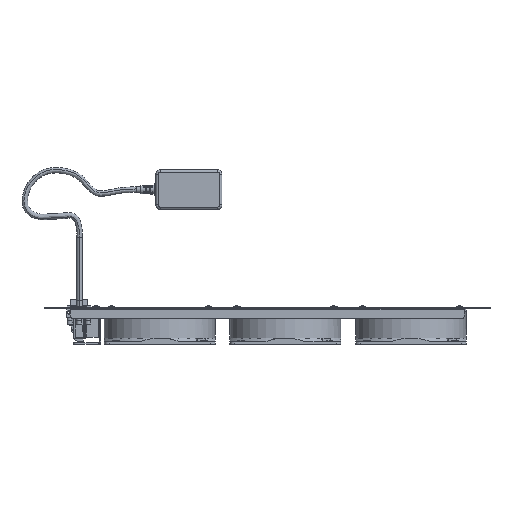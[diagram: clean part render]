
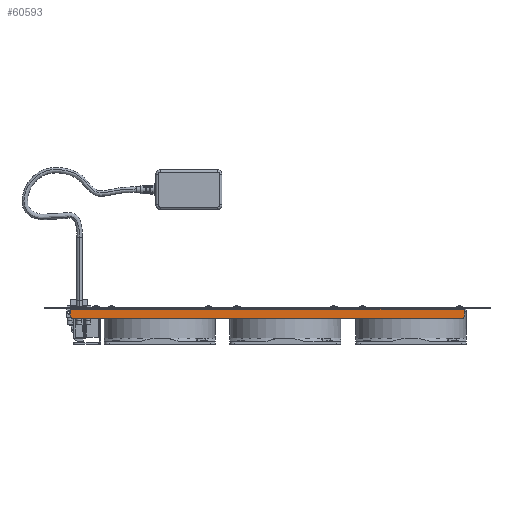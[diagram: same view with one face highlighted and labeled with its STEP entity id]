
A CAD part, front view. The second image highlights one B-rep face of the part: STEP entity #60593.
In plain terms, the highlighted planar face has unit normal (0, -1, 0).
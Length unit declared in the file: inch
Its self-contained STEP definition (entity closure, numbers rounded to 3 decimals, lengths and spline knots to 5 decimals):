
#2726 = VERTEX_POINT ( 'NONE', #26466 ) ;
#3028 = EDGE_CURVE ( 'NONE', #34581, #2726, #49554, .T. ) ;
#3513 = CARTESIAN_POINT ( 'NONE',  ( 8.39567, -2.60827, -0.22244 ) ) ;
#3620 = ORIENTED_EDGE ( 'NONE', *, *, #22510, .F. ) ;
#3707 = EDGE_LOOP ( 'NONE', ( #34072, #8504, #26793, #3620, #21865, #38822 ) ) ;
#4883 = CARTESIAN_POINT ( 'NONE',  ( -8.27756, -2.60827, -0.30709 ) ) ;
#5298 = DIRECTION ( 'NONE',  ( -1., 0., 0. ) ) ;
#6968 = CARTESIAN_POINT ( 'NONE',  ( 8.39567, -2.60827, -0.01969 ) ) ;
#7902 = DIRECTION ( 'NONE',  ( 0., 0., -1. ) ) ;
#8504 = ORIENTED_EDGE ( 'NONE', *, *, #14096, .F. ) ;
#9248 = VECTOR ( 'NONE', #7902, 39.37008 ) ;
#12794 = PLANE ( 'NONE',  #19578 ) ;
#13084 = DIRECTION ( 'NONE',  ( 0., 1., 0. ) ) ;
#14096 = EDGE_CURVE ( 'NONE', #2726, #37016, #51986, .T. ) ;
#15312 = DIRECTION ( 'NONE',  ( 1., 0., 0. ) ) ;
#15512 = EDGE_CURVE ( 'NONE', #32790, #49405, #65328, .T. ) ;
#17430 = CIRCLE ( 'NONE', #36826, 0.11811 ) ;
#18056 = VECTOR ( 'NONE', #5298, 39.37008 ) ;
#19578 = AXIS2_PLACEMENT_3D ( 'NONE', #63881, #22554, #48066 ) ;
#20572 = VECTOR ( 'NONE', #47106, 39.37008 ) ;
#20699 = DIRECTION ( 'NONE',  ( 0., 1., 0. ) ) ;
#21865 = ORIENTED_EDGE ( 'NONE', *, *, #15512, .F. ) ;
#22510 = EDGE_CURVE ( 'NONE', #49405, #34581, #35433, .T. ) ;
#22554 = DIRECTION ( 'NONE',  ( 0., -1., 0. ) ) ;
#26330 = CARTESIAN_POINT ( 'NONE',  ( 8.39567, -2.60827, -0.01969 ) ) ;
#26466 = CARTESIAN_POINT ( 'NONE',  ( 8.39567, -2.60827, -0.30709 ) ) ;
#26793 = ORIENTED_EDGE ( 'NONE', *, *, #3028, .F. ) ;
#30361 = CARTESIAN_POINT ( 'NONE',  ( -8.39567, -2.60827, -0.01969 ) ) ;
#32790 = VERTEX_POINT ( 'NONE', #62217 ) ;
#32819 = CARTESIAN_POINT ( 'NONE',  ( -8.39567, -2.60827, -0.30709 ) ) ;
#32953 = DIRECTION ( 'NONE',  ( 0., 0., -1. ) ) ;
#33724 = CARTESIAN_POINT ( 'NONE',  ( -8.27756, -2.60827, -0.4252 ) ) ;
#34072 = ORIENTED_EDGE ( 'NONE', *, *, #45283, .F. ) ;
#34581 = VERTEX_POINT ( 'NONE', #6968 ) ;
#35433 = LINE ( 'NONE', #26330, #20572 ) ;
#36826 = AXIS2_PLACEMENT_3D ( 'NONE', #4883, #20699, #15312 ) ;
#37016 = VERTEX_POINT ( 'NONE', #66526 ) ;
#38744 = EDGE_CURVE ( 'NONE', #48261, #32790, #17430, .T. ) ;
#38822 = ORIENTED_EDGE ( 'NONE', *, *, #38744, .F. ) ;
#45283 = EDGE_CURVE ( 'NONE', #37016, #48261, #46280, .T. ) ;
#46280 = LINE ( 'NONE', #61123, #18056 ) ;
#47106 = DIRECTION ( 'NONE',  ( 1., 0., 0. ) ) ;
#48066 = DIRECTION ( 'NONE',  ( 0., 0., -1. ) ) ;
#48261 = VERTEX_POINT ( 'NONE', #33724 ) ;
#49405 = VERTEX_POINT ( 'NONE', #30361 ) ;
#49554 = LINE ( 'NONE', #3513, #9248 ) ;
#51986 = CIRCLE ( 'NONE', #61713, 0.11811 ) ;
#58318 = CARTESIAN_POINT ( 'NONE',  ( -8.39567, -2.60827, -0.01969 ) ) ;
#58455 = CARTESIAN_POINT ( 'NONE',  ( 8.27756, -2.60827, -0.30709 ) ) ;
#60593 = ADVANCED_FACE ( 'NONE', ( #63558 ), #12794, .T. ) ;
#61123 = CARTESIAN_POINT ( 'NONE',  ( 0., -2.60827, -0.4252 ) ) ;
#61713 = AXIS2_PLACEMENT_3D ( 'NONE', #58455, #13084, #32953 ) ;
#62217 = CARTESIAN_POINT ( 'NONE',  ( -8.39567, -2.60827, -0.30709 ) ) ;
#63558 = FACE_OUTER_BOUND ( 'NONE', #3707, .T. ) ;
#63881 = CARTESIAN_POINT ( 'NONE',  ( -9.49803, -2.60827, 0.04724 ) ) ;
#65328 = B_SPLINE_CURVE_WITH_KNOTS ( 'NONE', 1,
 ( #32819, #58318 ),
 .UNSPECIFIED., .F., .F.,
 ( 2, 2 ),
 ( 0., 1. ),
 .UNSPECIFIED. ) ;
#66526 = CARTESIAN_POINT ( 'NONE',  ( 8.27756, -2.60827, -0.4252 ) ) ;
